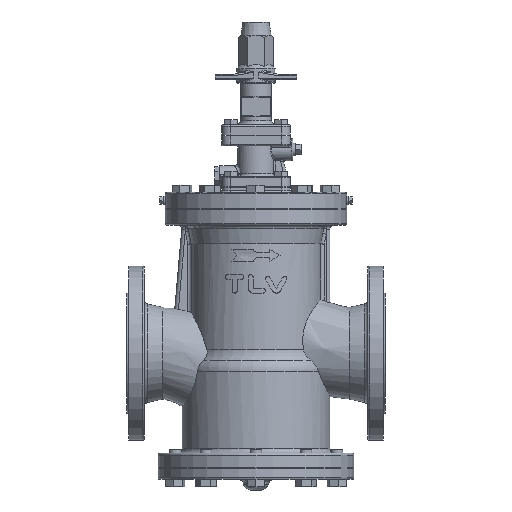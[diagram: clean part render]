
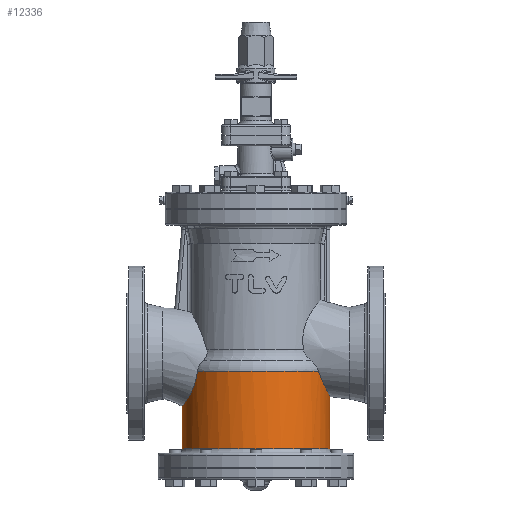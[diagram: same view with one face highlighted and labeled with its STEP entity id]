
A CAD part, front view. The second image highlights one B-rep face of the part: STEP entity #12336.
In plain terms, the highlighted cylindrical face has radius 100 mm (diameter 200 mm), a full revolution.
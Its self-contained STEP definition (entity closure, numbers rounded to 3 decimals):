
#326=B_SPLINE_CURVE_WITH_KNOTS('',3,(#23535,#23536,#23537,#23538,#23539,
#23540,#23541,#23542,#23543,#23544,#23545,#23546,#23547,#23548,#23549,#23550),
 .UNSPECIFIED.,.F.,.F.,(4,2,2,2,2,2,2,4),(0.001,2.894,
5.18,6.956,8.765,10.727,12.302,
13.791),.UNSPECIFIED.);
#333=B_SPLINE_CURVE_WITH_KNOTS('',3,(#23624,#23625,#23626,#23627,#23628,
#23629,#23630,#23631,#23632,#23633,#23634,#23635),.UNSPECIFIED.,.F.,.F.,
(4,2,2,2,2,4),(0.,2.136,4.093,6.323,8.751,
8.863),.UNSPECIFIED.);
#334=B_SPLINE_CURVE_WITH_KNOTS('',3,(#23637,#23638,#23639,#23640,#23641,
#23642,#23643,#23644,#23645,#23646,#23647,#23648),.UNSPECIFIED.,.F.,.F.,
(4,2,2,2,2,4),(8.863,11.167,13.588,15.528,
16.661,17.717),.UNSPECIFIED.);
#2831=FACE_BOUND('',#4542,.T.);
#3600=FACE_OUTER_BOUND('',#4541,.T.);
#4541=EDGE_LOOP('',(#11067,#11068,#11069,#11070,#11071));
#4542=EDGE_LOOP('',(#11072));
#5143=CIRCLE('',#13591,100.);
#5144=CIRCLE('',#13592,100.);
#5145=CIRCLE('',#13593,100.);
#6234=VERTEX_POINT('',#23527);
#6235=VERTEX_POINT('',#23534);
#6241=VERTEX_POINT('',#23621);
#6242=VERTEX_POINT('',#23623);
#6243=VERTEX_POINT('',#23636);
#6244=VERTEX_POINT('',#23650);
#7891=EDGE_CURVE('',#6235,#6234,#326,.T.);
#7898=EDGE_CURVE('',#6241,#6234,#5143,.T.);
#7899=EDGE_CURVE('',#6241,#6242,#333,.T.);
#7900=EDGE_CURVE('',#6242,#6243,#334,.T.);
#7901=EDGE_CURVE('',#6235,#6243,#5144,.T.);
#7902=EDGE_CURVE('',#6244,#6244,#5145,.T.);
#11067=ORIENTED_EDGE('',*,*,#7891,.T.);
#11068=ORIENTED_EDGE('',*,*,#7898,.F.);
#11069=ORIENTED_EDGE('',*,*,#7899,.T.);
#11070=ORIENTED_EDGE('',*,*,#7900,.T.);
#11071=ORIENTED_EDGE('',*,*,#7901,.F.);
#11072=ORIENTED_EDGE('',*,*,#7902,.F.);
#11621=CYLINDRICAL_SURFACE('',#13590,100.);
#12336=ADVANCED_FACE('',(#3600,#2831),#11621,.T.);
#13590=AXIS2_PLACEMENT_3D('',#23620,#16974,#16975);
#13591=AXIS2_PLACEMENT_3D('',#23622,#16976,#16977);
#13592=AXIS2_PLACEMENT_3D('',#23649,#16978,#16979);
#13593=AXIS2_PLACEMENT_3D('',#23651,#16980,#16981);
#16974=DIRECTION('center_axis',(0.,0.,1.));
#16975=DIRECTION('ref_axis',(1.,0.,0.));
#16976=DIRECTION('center_axis',(0.,0.,1.));
#16977=DIRECTION('ref_axis',(-1.,0.,0.));
#16978=DIRECTION('center_axis',(0.,0.,1.));
#16979=DIRECTION('ref_axis',(-1.,0.,0.));
#16980=DIRECTION('center_axis',(0.,0.,-1.));
#16981=DIRECTION('ref_axis',(1.,0.,0.));
#23527=CARTESIAN_POINT('',(84.629,-53.272,-24.333));
#23534=CARTESIAN_POINT('',(84.629,53.272,-24.333));
#23535=CARTESIAN_POINT('Ctrl Pts',(84.629,53.272,-24.333));
#23536=CARTESIAN_POINT('Ctrl Pts',(87.333,48.976,-32.532));
#23537=CARTESIAN_POINT('Ctrl Pts',(90.527,43.174,-39.885));
#23538=CARTESIAN_POINT('Ctrl Pts',(95.484,30.327,-50.293));
#23539=CARTESIAN_POINT('Ctrl Pts',(97.391,23.829,-53.902));
#23540=CARTESIAN_POINT('Ctrl Pts',(99.542,11.098,-57.903));
#23541=CARTESIAN_POINT('Ctrl Pts',(100.035,5.287,-58.783));
#23542=CARTESIAN_POINT('Ctrl Pts',(99.961,-6.635,-58.649));
#23543=CARTESIAN_POINT('Ctrl Pts',(99.376,-12.523,-57.603));
#23544=CARTESIAN_POINT('Ctrl Pts',(97.222,-24.208,-53.577));
#23545=CARTESIAN_POINT('Ctrl Pts',(95.609,-29.782,-50.501));
#23546=CARTESIAN_POINT('Ctrl Pts',(92.288,-38.743,-43.615));
#23547=CARTESIAN_POINT('Ctrl Pts',(90.671,-42.324,-40.083));
#23548=CARTESIAN_POINT('Ctrl Pts',(87.54,-48.455,-32.541));
#23549=CARTESIAN_POINT('Ctrl Pts',(86.021,-51.061,-28.552));
#23550=CARTESIAN_POINT('Ctrl Pts',(84.629,-53.272,-24.333));
#23620=CARTESIAN_POINT('Origin',(0.,0.,-155.));
#23621=CARTESIAN_POINT('',(-79.116,-61.161,-24.333));
#23622=CARTESIAN_POINT('Origin',(0.,0.,-24.333));
#23623=CARTESIAN_POINT('',(-100.,0.,-72.054));
#23624=CARTESIAN_POINT('Ctrl Pts',(-79.116,-61.161,
-24.333));
#23625=CARTESIAN_POINT('Ctrl Pts',(-79.952,-60.079,
-31.319));
#23626=CARTESIAN_POINT('Ctrl Pts',(-81.584,-57.961,
-37.852));
#23627=CARTESIAN_POINT('Ctrl Pts',(-85.705,-51.65,
-49.186));
#23628=CARTESIAN_POINT('Ctrl Pts',(-88.013,-47.756,
-53.863));
#23629=CARTESIAN_POINT('Ctrl Pts',(-92.797,-37.731,-62.259));
#23630=CARTESIAN_POINT('Ctrl Pts',(-95.17,-31.502,
-65.647));
#23631=CARTESIAN_POINT('Ctrl Pts',(-98.803,-17.232,-70.602));
#23632=CARTESIAN_POINT('Ctrl Pts',(-99.903,-9.232,
-71.932));
#23633=CARTESIAN_POINT('Ctrl Pts',(-99.998,-0.746,
-72.051));
#23634=CARTESIAN_POINT('Ctrl Pts',(-100.,-0.373,-72.054));
#23635=CARTESIAN_POINT('Ctrl Pts',(-100.,0.,-72.054));
#23636=CARTESIAN_POINT('',(-79.116,61.161,-24.333));
#23637=CARTESIAN_POINT('Ctrl Pts',(-100.,0.,-72.054));
#23638=CARTESIAN_POINT('Ctrl Pts',(-100.,7.691,-72.054));
#23639=CARTESIAN_POINT('Ctrl Pts',(-99.094,15.314,-70.958));
#23640=CARTESIAN_POINT('Ctrl Pts',(-95.7,30.02,-66.402));
#23641=CARTESIAN_POINT('Ctrl Pts',(-93.169,36.894,-62.874));
#23642=CARTESIAN_POINT('Ctrl Pts',(-88.2,47.407,-54.22));
#23643=CARTESIAN_POINT('Ctrl Pts',(-85.908,51.313,-49.629));
#23644=CARTESIAN_POINT('Ctrl Pts',(-82.778,56.145,-41.194));
#23645=CARTESIAN_POINT('Ctrl Pts',(-81.753,57.606,-37.885));
#23646=CARTESIAN_POINT('Ctrl Pts',(-80.135,59.834,-31.146));
#23647=CARTESIAN_POINT('Ctrl Pts',(-79.529,60.627,-27.782));
#23648=CARTESIAN_POINT('Ctrl Pts',(-79.116,61.161,-24.333));
#23649=CARTESIAN_POINT('Origin',(0.,0.,-24.333));
#23650=CARTESIAN_POINT('',(-100.,0.,-129.));
#23651=CARTESIAN_POINT('Origin',(0.,0.,-129.));
